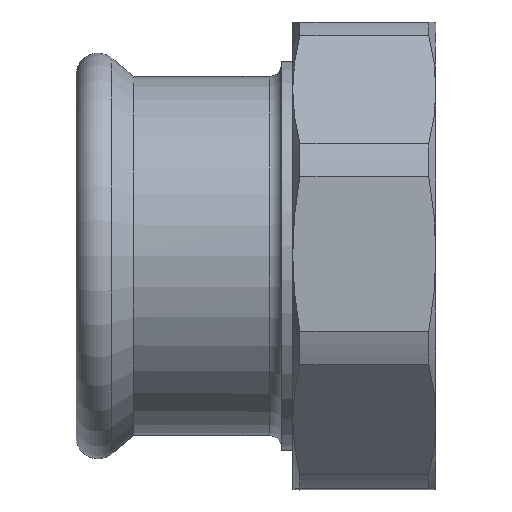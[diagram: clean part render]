
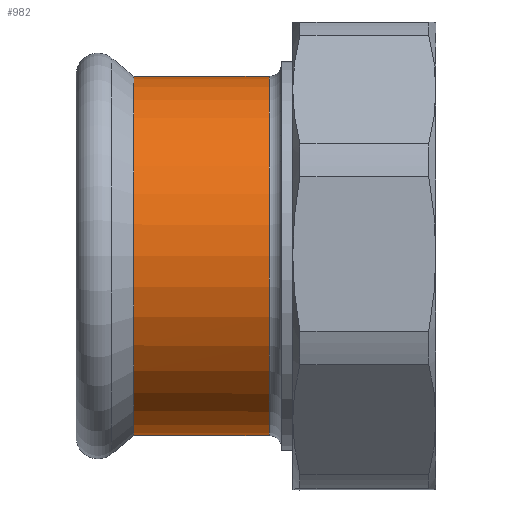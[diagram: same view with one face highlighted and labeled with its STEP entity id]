
A CAD part, front view. The second image highlights one B-rep face of the part: STEP entity #982.
In plain terms, the highlighted cylindrical face has radius 28.85 mm (diameter 57.7 mm), a full revolution.
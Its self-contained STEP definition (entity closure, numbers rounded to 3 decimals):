
#121=FACE_OUTER_BOUND('',#190,.T.);
#190=EDGE_LOOP('',(#663,#664,#665,#666,#667));
#252=LINE('',#1573,#286);
#286=VECTOR('',#1285,28.85);
#319=CIRCLE('',#1069,28.85);
#334=CIRCLE('',#1096,28.85);
#335=CIRCLE('',#1097,28.85);
#390=VERTEX_POINT('',#1527);
#402=VERTEX_POINT('',#1572);
#403=VERTEX_POINT('',#1574);
#477=EDGE_CURVE('',#390,#390,#319,.T.);
#497=EDGE_CURVE('',#390,#402,#252,.T.);
#498=EDGE_CURVE('',#402,#403,#334,.T.);
#499=EDGE_CURVE('',#403,#402,#335,.T.);
#663=ORIENTED_EDGE('',*,*,#477,.F.);
#664=ORIENTED_EDGE('',*,*,#497,.T.);
#665=ORIENTED_EDGE('',*,*,#498,.T.);
#666=ORIENTED_EDGE('',*,*,#499,.T.);
#667=ORIENTED_EDGE('',*,*,#497,.F.);
#883=CYLINDRICAL_SURFACE('',#1095,28.85);
#982=ADVANCED_FACE('',(#121),#883,.T.);
#1069=AXIS2_PLACEMENT_3D('',#1529,#1226,#1227);
#1095=AXIS2_PLACEMENT_3D('',#1571,#1283,#1284);
#1096=AXIS2_PLACEMENT_3D('',#1575,#1286,#1287);
#1097=AXIS2_PLACEMENT_3D('',#1576,#1288,#1289);
#1226=DIRECTION('center_axis',(-1.,0.,0.));
#1227=DIRECTION('ref_axis',(0.,0.98,-0.199));
#1283=DIRECTION('center_axis',(-1.,0.,0.));
#1284=DIRECTION('ref_axis',(0.,0.765,-0.644));
#1285=DIRECTION('',(1.,0.,0.));
#1286=DIRECTION('center_axis',(-1.,0.,0.));
#1287=DIRECTION('ref_axis',(0.,0.98,-0.199));
#1288=DIRECTION('center_axis',(-1.,0.,0.));
#1289=DIRECTION('ref_axis',(0.,0.98,-0.199));
#1527=CARTESIAN_POINT('',(9.243,-22.066,18.586));
#1529=CARTESIAN_POINT('Origin',(9.243,0.,0.));
#1571=CARTESIAN_POINT('Origin',(35.825,0.,0.));
#1572=CARTESIAN_POINT('',(31.,-22.066,18.586));
#1573=CARTESIAN_POINT('',(35.825,-22.066,18.586));
#1574=CARTESIAN_POINT('',(31.,14.474,-24.957));
#1575=CARTESIAN_POINT('Origin',(31.,0.,0.));
#1576=CARTESIAN_POINT('Origin',(31.,0.,0.));
